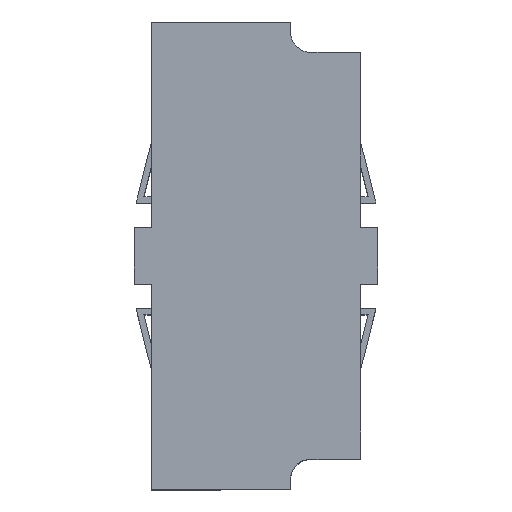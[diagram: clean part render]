
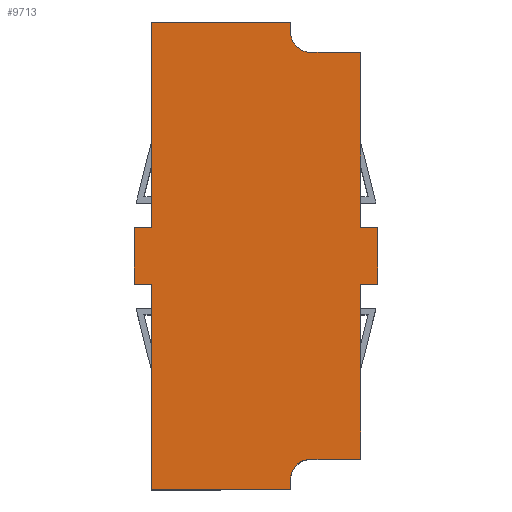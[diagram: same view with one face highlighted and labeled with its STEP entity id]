
A CAD part, top view. The second image highlights one B-rep face of the part: STEP entity #9713.
In plain terms, the highlighted planar face has unit normal (0, 0, 1).
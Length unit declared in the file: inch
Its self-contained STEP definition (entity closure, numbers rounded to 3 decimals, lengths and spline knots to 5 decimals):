
#5180 = DIRECTION ( 'NONE',  ( -1., 0., 0. ) ) ;
#5181 = VECTOR ( 'NONE', #5180, 39.37008 ) ;
#5182 = CARTESIAN_POINT ( 'NONE',  ( 0.2575, -0.575, 0.2575 ) ) ;
#5183 = LINE ( 'NONE', #5182, #5181 ) ;
#5184 = CARTESIAN_POINT ( 'NONE',  ( 0.085, -0.575, 0.2575 ) ) ;
#5296 = CARTESIAN_POINT ( 'NONE',  ( -0.2575, -0.575, 0.2575 ) ) ;
#5355 = CARTESIAN_POINT ( 'NONE',  ( -0.2575, -0.07, 0.2575 ) ) ;
#5356 = DIRECTION ( 'NONE',  ( 0., 1., 0. ) ) ;
#5357 = VECTOR ( 'NONE', #5356, 39.37008 ) ;
#5358 = CARTESIAN_POINT ( 'NONE',  ( -0.2575, -0.575, 0.2575 ) ) ;
#5359 = LINE ( 'NONE', #5358, #5357 ) ;
#5467 = CARTESIAN_POINT ( 'NONE',  ( -0.2575, 0.575, 0.2575 ) ) ;
#5468 = DIRECTION ( 'NONE',  ( 0., -1., 0. ) ) ;
#5469 = VECTOR ( 'NONE', #5468, 39.37008 ) ;
#5470 = CARTESIAN_POINT ( 'NONE',  ( -0.2575, 0.575, 0.2575 ) ) ;
#5471 = LINE ( 'NONE', #5470, #5469 ) ;
#5472 = CARTESIAN_POINT ( 'NONE',  ( -0.2575, 0.07, 0.2575 ) ) ;
#5735 = DIRECTION ( 'NONE',  ( 0., 1., 0. ) ) ;
#5736 = VECTOR ( 'NONE', #5735, 39.37008 ) ;
#5737 = CARTESIAN_POINT ( 'NONE',  ( 0.085, 0.5, 0.2575 ) ) ;
#5738 = LINE ( 'NONE', #5737, #5736 ) ;
#5739 = CARTESIAN_POINT ( 'NONE',  ( 0.085, 0.55, 0.2575 ) ) ;
#5740 = DIRECTION ( 'NONE',  ( -1., 0., 0. ) ) ;
#5741 = DIRECTION ( 'NONE',  ( 0., 0., -1. ) ) ;
#5742 = CARTESIAN_POINT ( 'NONE',  ( 0.135, 0.55, 0.2575 ) ) ;
#5743 = AXIS2_PLACEMENT_3D ( 'NONE', #5742, #5741, #5740 ) ;
#5744 = CIRCLE ( 'NONE', #5743, 0.05 ) ;
#5769 = CARTESIAN_POINT ( 'NONE',  ( 0.085, 0.575, 0.2575 ) ) ;
#5770 = DIRECTION ( 'NONE',  ( -1., 0., 0. ) ) ;
#5771 = VECTOR ( 'NONE', #5770, 39.37008 ) ;
#5772 = CARTESIAN_POINT ( 'NONE',  ( 0.2575, 0.575, 0.2575 ) ) ;
#5773 = LINE ( 'NONE', #5772, #5771 ) ;
#5780 = DIRECTION ( 'NONE',  ( 0., -1., 0. ) ) ;
#5781 = VECTOR ( 'NONE', #5780, 39.37008 ) ;
#5782 = CARTESIAN_POINT ( 'NONE',  ( 0.085, -0.5, 0.2575 ) ) ;
#5783 = LINE ( 'NONE', #5782, #5781 ) ;
#5811 = CARTESIAN_POINT ( 'NONE',  ( -0.3, -0.07, 0.2575 ) ) ;
#5812 = DIRECTION ( 'NONE',  ( 0., -1., 0. ) ) ;
#5813 = VECTOR ( 'NONE', #5812, 39.37008 ) ;
#5814 = CARTESIAN_POINT ( 'NONE',  ( -0.3, 0.07, 0.2575 ) ) ;
#5815 = LINE ( 'NONE', #5814, #5813 ) ;
#5816 = CARTESIAN_POINT ( 'NONE',  ( -0.3, 0.07, 0.2575 ) ) ;
#5817 = DIRECTION ( 'NONE',  ( 1., 0., 0. ) ) ;
#5818 = VECTOR ( 'NONE', #5817, 39.37008 ) ;
#5819 = CARTESIAN_POINT ( 'NONE',  ( -0.3, 0.07, 0.2575 ) ) ;
#5820 = LINE ( 'NONE', #5819, #5818 ) ;
#5821 = CARTESIAN_POINT ( 'NONE',  ( 0.3, -0.07, 0.2575 ) ) ;
#5822 = DIRECTION ( 'NONE',  ( 1., 0., 0. ) ) ;
#5823 = VECTOR ( 'NONE', #5822, 39.37008 ) ;
#5824 = CARTESIAN_POINT ( 'NONE',  ( -0.3, -0.07, 0.2575 ) ) ;
#5825 = LINE ( 'NONE', #5824, #5823 ) ;
#5826 = CARTESIAN_POINT ( 'NONE',  ( 0.2575, -0.07, 0.2575 ) ) ;
#5827 = DIRECTION ( 'NONE',  ( 0., 1., 0. ) ) ;
#5828 = VECTOR ( 'NONE', #5827, 39.37008 ) ;
#5829 = CARTESIAN_POINT ( 'NONE',  ( 0.2575, -0.575, 0.2575 ) ) ;
#5830 = LINE ( 'NONE', #5829, #5828 ) ;
#5831 = CARTESIAN_POINT ( 'NONE',  ( 0.2575, -0.5, 0.2575 ) ) ;
#5832 = DIRECTION ( 'NONE',  ( -1., 0., 0. ) ) ;
#5833 = VECTOR ( 'NONE', #5832, 39.37008 ) ;
#5834 = CARTESIAN_POINT ( 'NONE',  ( 0.085, -0.5, 0.2575 ) ) ;
#5835 = LINE ( 'NONE', #5834, #5833 ) ;
#5836 = CARTESIAN_POINT ( 'NONE',  ( 0.135, -0.5, 0.2575 ) ) ;
#5837 = DIRECTION ( 'NONE',  ( -1., 0., 0. ) ) ;
#5838 = DIRECTION ( 'NONE',  ( 0., 0., -1. ) ) ;
#5839 = CARTESIAN_POINT ( 'NONE',  ( 0.135, -0.55, 0.2575 ) ) ;
#5840 = AXIS2_PLACEMENT_3D ( 'NONE', #5839, #5838, #5837 ) ;
#5841 = CIRCLE ( 'NONE', #5840, 0.05 ) ;
#5850 = CARTESIAN_POINT ( 'NONE',  ( 0.135, 0.5, 0.2575 ) ) ;
#5851 = CARTESIAN_POINT ( 'NONE',  ( 0.2575, 0.5, 0.2575 ) ) ;
#5852 = DIRECTION ( 'NONE',  ( -1., 0., 0. ) ) ;
#5853 = VECTOR ( 'NONE', #5852, 39.37008 ) ;
#5854 = CARTESIAN_POINT ( 'NONE',  ( 0.085, 0.5, 0.2575 ) ) ;
#5855 = LINE ( 'NONE', #5854, #5853 ) ;
#5856 = DIRECTION ( 'NONE',  ( -1., 0., 0. ) ) ;
#5857 = DIRECTION ( 'NONE',  ( 0., 0., -1. ) ) ;
#5858 = CARTESIAN_POINT ( 'NONE',  ( -0.3, 0.07, 0.2575 ) ) ;
#5859 = AXIS2_PLACEMENT_3D ( 'NONE', #5858, #5857, #5856 ) ;
#5860 = PLANE ( 'NONE',  #5859 ) ;
#5861 = FACE_OUTER_BOUND ( 'NONE', #9714, .T. ) ;
#5870 = CARTESIAN_POINT ( 'NONE',  ( 0.085, -0.55, 0.2575 ) ) ;
#5871 = DIRECTION ( 'NONE',  ( 1., 0., 0. ) ) ;
#5872 = VECTOR ( 'NONE', #5871, 39.37008 ) ;
#5873 = CARTESIAN_POINT ( 'NONE',  ( -0.3, -0.07, 0.2575 ) ) ;
#5874 = LINE ( 'NONE', #5873, #5872 ) ;
#6063 = CARTESIAN_POINT ( 'NONE',  ( 0.2575, 0.07, 0.2575 ) ) ;
#6064 = DIRECTION ( 'NONE',  ( 1., 0., 0. ) ) ;
#6065 = VECTOR ( 'NONE', #6064, 39.37008 ) ;
#6066 = CARTESIAN_POINT ( 'NONE',  ( -0.3, 0.07, 0.2575 ) ) ;
#6067 = LINE ( 'NONE', #6066, #6065 ) ;
#6068 = CARTESIAN_POINT ( 'NONE',  ( 0.3, 0.07, 0.2575 ) ) ;
#6069 = DIRECTION ( 'NONE',  ( 0., -1., 0. ) ) ;
#6070 = VECTOR ( 'NONE', #6069, 39.37008 ) ;
#6071 = CARTESIAN_POINT ( 'NONE',  ( 0.3, 0.07, 0.2575 ) ) ;
#6072 = LINE ( 'NONE', #6071, #6070 ) ;
#6122 = DIRECTION ( 'NONE',  ( 0., -1., 0. ) ) ;
#6123 = VECTOR ( 'NONE', #6122, 39.37008 ) ;
#6124 = CARTESIAN_POINT ( 'NONE',  ( 0.2575, 0.575, 0.2575 ) ) ;
#6125 = LINE ( 'NONE', #6124, #6123 ) ;
#9359 = VERTEX_POINT ( 'NONE', #5184 ) ;
#9361 = EDGE_CURVE ( 'NONE', #9359, #9430, #5183, .T. ) ;
#9430 = VERTEX_POINT ( 'NONE', #5296 ) ;
#9432 = EDGE_CURVE ( 'NONE', #9430, #9433, #5359, .T. ) ;
#9433 = VERTEX_POINT ( 'NONE', #5355 ) ;
#9503 = VERTEX_POINT ( 'NONE', #5472 ) ;
#9505 = EDGE_CURVE ( 'Edge46', #9506, #9503, #5471, .T. ) ;
#9506 = VERTEX_POINT ( 'NONE', #5467 ) ;
#9630 = EDGE_CURVE ( 'Edge58', #9718, #9631, #5744, .T. ) ;
#9631 = VERTEX_POINT ( 'NONE', #5739 ) ;
#9632 = ORIENTED_EDGE ( 'NONE', *, *, #9633, .T. ) ;
#9633 = EDGE_CURVE ( 'NONE', #9631, #9652, #5738, .T. ) ;
#9651 = EDGE_CURVE ( 'Edge63', #9652, #9506, #5773, .T. ) ;
#9652 = VERTEX_POINT ( 'NONE', #5769 ) ;
#9683 = ORIENTED_EDGE ( 'NONE', *, *, #9684, .F. ) ;
#9684 = EDGE_CURVE ( 'NONE', #9709, #9359, #5783, .T. ) ;
#9685 = ORIENTED_EDGE ( 'NONE', *, *, #9686, .T. ) ;
#9686 = EDGE_CURVE ( 'NONE', #9709, #9687, #5841, .T. ) ;
#9687 = VERTEX_POINT ( 'NONE', #5836 ) ;
#9688 = ORIENTED_EDGE ( 'NONE', *, *, #9689, .F. ) ;
#9689 = EDGE_CURVE ( 'NONE', #9690, #9687, #5835, .T. ) ;
#9690 = VERTEX_POINT ( 'NONE', #5831 ) ;
#9691 = ORIENTED_EDGE ( 'NONE', *, *, #9692, .T. ) ;
#9692 = EDGE_CURVE ( 'Edge1', #9690, #9693, #5830, .T. ) ;
#9693 = VERTEX_POINT ( 'NONE', #5826 ) ;
#9694 = ORIENTED_EDGE ( 'NONE', *, *, #9695, .T. ) ;
#9695 = EDGE_CURVE ( 'NONE', #9693, #9696, #5825, .T. ) ;
#9696 = VERTEX_POINT ( 'NONE', #5821 ) ;
#9697 = ORIENTED_EDGE ( 'NONE', *, *, #9651, .T. ) ;
#9698 = ORIENTED_EDGE ( 'NONE', *, *, #9505, .T. ) ;
#9699 = ORIENTED_EDGE ( 'NONE', *, *, #9700, .F. ) ;
#9700 = EDGE_CURVE ( 'NONE', #9701, #9503, #5820, .T. ) ;
#9701 = VERTEX_POINT ( 'NONE', #5816 ) ;
#9702 = ORIENTED_EDGE ( 'NONE', *, *, #9703, .T. ) ;
#9703 = EDGE_CURVE ( 'Edge43', #9701, #9704, #5815, .T. ) ;
#9704 = VERTEX_POINT ( 'NONE', #5811 ) ;
#9705 = ORIENTED_EDGE ( 'NONE', *, *, #9706, .T. ) ;
#9706 = EDGE_CURVE ( 'Edge22', #9704, #9433, #5874, .T. ) ;
#9707 = ORIENTED_EDGE ( 'NONE', *, *, #9432, .F. ) ;
#9708 = ORIENTED_EDGE ( 'NONE', *, *, #9361, .F. ) ;
#9709 = VERTEX_POINT ( 'NONE', #5870 ) ;
#9713 = ADVANCED_FACE ( 'Face7', ( #5861 ), #5860, .F. ) ;
#9714 = EDGE_LOOP ( 'NONE', ( #9715, #9719, #9632, #9697, #9698, #9699, #9702, #9705, #9707, #9708, #9683, #9685, #9688, #9691, #9694, #9838, #9841, #9844 ) ) ;
#9715 = ORIENTED_EDGE ( 'NONE', *, *, #9716, .T. ) ;
#9716 = EDGE_CURVE ( 'NONE', #9717, #9718, #5855, .T. ) ;
#9717 = VERTEX_POINT ( 'NONE', #5851 ) ;
#9718 = VERTEX_POINT ( 'NONE', #5850 ) ;
#9719 = ORIENTED_EDGE ( 'NONE', *, *, #9630, .T. ) ;
#9838 = ORIENTED_EDGE ( 'NONE', *, *, #9839, .F. ) ;
#9839 = EDGE_CURVE ( 'NONE', #9840, #9696, #6072, .T. ) ;
#9840 = VERTEX_POINT ( 'NONE', #6068 ) ;
#9841 = ORIENTED_EDGE ( 'NONE', *, *, #9842, .F. ) ;
#9842 = EDGE_CURVE ( 'NONE', #9843, #9840, #6067, .T. ) ;
#9843 = VERTEX_POINT ( 'NONE', #6063 ) ;
#9844 = ORIENTED_EDGE ( 'NONE', *, *, #9845, .F. ) ;
#9845 = EDGE_CURVE ( 'NONE', #9717, #9843, #6125, .T. ) ;
